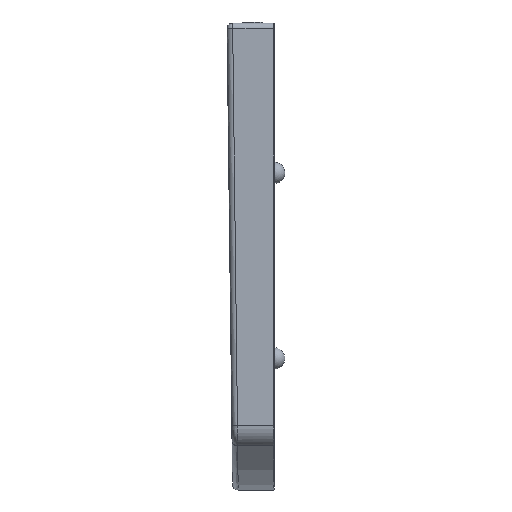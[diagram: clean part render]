
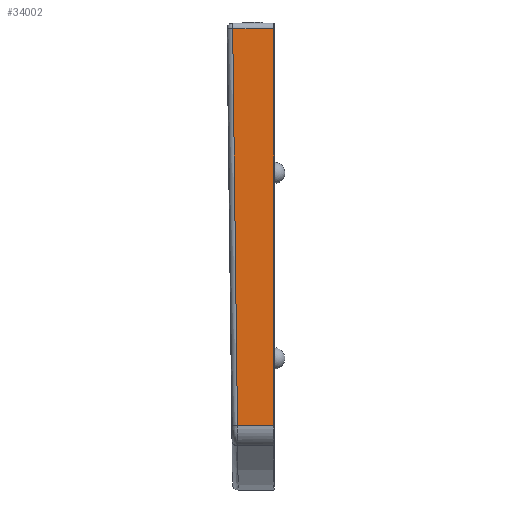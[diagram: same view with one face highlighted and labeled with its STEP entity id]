
A CAD part, left-side view. The second image highlights one B-rep face of the part: STEP entity #34002.
In plain terms, the highlighted planar face has unit normal (-1, 0, 0).
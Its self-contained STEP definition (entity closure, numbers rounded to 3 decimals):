
#994 = LINE ( 'NONE', #11515, #42553 ) ;
#2063 = VERTEX_POINT ( 'NONE', #36449 ) ;
#5748 = CARTESIAN_POINT ( 'NONE',  ( -182.5, 32.69, -150.194 ) ) ;
#6846 = DIRECTION ( 'NONE',  ( 1., 0., 0. ) ) ;
#7467 = EDGE_CURVE ( 'NONE', #15932, #28157, #22554, .T. ) ;
#7522 = VECTOR ( 'NONE', #30654, 1000. ) ;
#7908 = EDGE_LOOP ( 'NONE', ( #21262, #12037, #40613, #33957 ) ) ;
#8198 = DIRECTION ( 'NONE',  ( 0., -0.012, -1. ) ) ;
#10064 = CARTESIAN_POINT ( 'NONE',  ( -182.5, 32.543, -162.386 ) ) ;
#10200 = PLANE ( 'NONE',  #35250 ) ;
#10856 = DIRECTION ( 'NONE',  ( 0., 1., 0. ) ) ;
#11515 = CARTESIAN_POINT ( 'NONE',  ( -182.5, 42., 202.5 ) ) ;
#12037 = ORIENTED_EDGE ( 'NONE', *, *, #43775, .T. ) ;
#12631 = EDGE_CURVE ( 'NONE', #2063, #15932, #40953, .T. ) ;
#15932 = VERTEX_POINT ( 'NONE', #5748 ) ;
#16543 = CARTESIAN_POINT ( 'NONE',  ( -182.5, 0.5, -162.5 ) ) ;
#17949 = VECTOR ( 'NONE', #8198, 1000. ) ;
#20520 = DIRECTION ( 'NONE',  ( 0., 0., -1. ) ) ;
#21262 = ORIENTED_EDGE ( 'NONE', *, *, #7467, .T. ) ;
#22554 = LINE ( 'NONE', #32841, #36756 ) ;
#23877 = CARTESIAN_POINT ( 'NONE',  ( -182.5, 42., -162.5 ) ) ;
#26229 = CARTESIAN_POINT ( 'NONE',  ( -182.5, 0.5, -150.194 ) ) ;
#26897 = EDGE_CURVE ( 'NONE', #37650, #2063, #994, .T. ) ;
#28157 = VERTEX_POINT ( 'NONE', #26229 ) ;
#30654 = DIRECTION ( 'NONE',  ( 0., 0., 1. ) ) ;
#32841 = CARTESIAN_POINT ( 'NONE',  ( -182.5, 42., -150.194 ) ) ;
#33957 = ORIENTED_EDGE ( 'NONE', *, *, #12631, .T. ) ;
#34002 = ADVANCED_FACE ( 'NONE', ( #40869 ), #10200, .F. ) ;
#34006 = LINE ( 'NONE', #16543, #7522 ) ;
#35250 = AXIS2_PLACEMENT_3D ( 'NONE', #23877, #6846, #20520 ) ;
#36449 = CARTESIAN_POINT ( 'NONE',  ( -182.5, 36.939, 202.5 ) ) ;
#36756 = VECTOR ( 'NONE', #39994, 1000. ) ;
#36777 = CARTESIAN_POINT ( 'NONE',  ( -182.5, 0.5, 202.5 ) ) ;
#37650 = VERTEX_POINT ( 'NONE', #36777 ) ;
#39994 = DIRECTION ( 'NONE',  ( 0., -1., 0. ) ) ;
#40613 = ORIENTED_EDGE ( 'NONE', *, *, #26897, .T. ) ;
#40869 = FACE_OUTER_BOUND ( 'NONE', #7908, .T. ) ;
#40953 = LINE ( 'NONE', #10064, #17949 ) ;
#42553 = VECTOR ( 'NONE', #10856, 1000. ) ;
#43775 = EDGE_CURVE ( 'NONE', #28157, #37650, #34006, .T. ) ;
